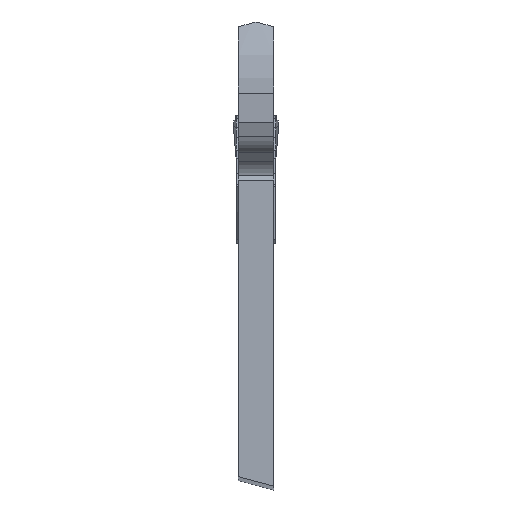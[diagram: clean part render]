
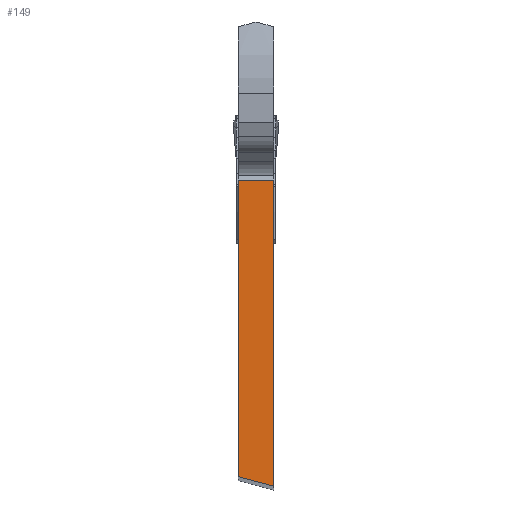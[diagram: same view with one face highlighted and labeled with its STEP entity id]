
A CAD part, top view. The second image highlights one B-rep face of the part: STEP entity #149.
In plain terms, the highlighted planar face has unit normal (0, 0, 1).
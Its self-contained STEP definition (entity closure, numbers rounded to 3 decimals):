
#149=ADVANCED_FACE('',(#273),#224,.F.);
#224=PLANE('',#1499);
#273=FACE_OUTER_BOUND('',#344,.T.);
#344=EDGE_LOOP('',(#425,#426,#427,#428));
#425=ORIENTED_EDGE('',*,*,#995,.F.);
#426=ORIENTED_EDGE('',*,*,#996,.T.);
#427=ORIENTED_EDGE('',*,*,#997,.T.);
#428=ORIENTED_EDGE('',*,*,#998,.T.);
#851=VERTEX_POINT('',#2065);
#852=VERTEX_POINT('',#2066);
#853=VERTEX_POINT('',#2068);
#854=VERTEX_POINT('',#2070);
#995=EDGE_CURVE('',#851,#852,#1208,.T.);
#996=EDGE_CURVE('',#851,#853,#1209,.T.);
#997=EDGE_CURVE('',#853,#854,#1210,.T.);
#998=EDGE_CURVE('',#854,#852,#1211,.T.);
#1208=LINE('',#2064,#1353);
#1209=LINE('',#2067,#1354);
#1210=LINE('',#2069,#1355);
#1211=LINE('',#2071,#1356);
#1353=VECTOR('',#1640,1.);
#1354=VECTOR('',#1641,1.);
#1355=VECTOR('',#1642,1.);
#1356=VECTOR('',#1643,1.);
#1499=AXIS2_PLACEMENT_3D('',#2072,#1644,#1645);
#1640=DIRECTION('',(1.,0.,0.));
#1641=DIRECTION('',(0.,-1.,0.));
#1642=DIRECTION('',(0.966,-0.259,0.));
#1643=DIRECTION('',(0.,1.,0.));
#1644=DIRECTION('',(0.,0.,-1.));
#1645=DIRECTION('',(0.,1.,0.));
#2064=CARTESIAN_POINT('',(-10.,-10.777,75.));
#2065=CARTESIAN_POINT('',(-1.2,-10.777,75.));
#2066=CARTESIAN_POINT('',(1.2,-10.777,75.));
#2067=CARTESIAN_POINT('',(-1.2,-0.322,75.));
#2068=CARTESIAN_POINT('',(-1.2,-30.938,75.));
#2069=CARTESIAN_POINT('',(-1.2,-30.938,75.));
#2070=CARTESIAN_POINT('',(1.2,-31.582,75.));
#2071=CARTESIAN_POINT('',(1.2,-30.938,75.));
#2072=CARTESIAN_POINT('',(1.2,-30.938,75.));
